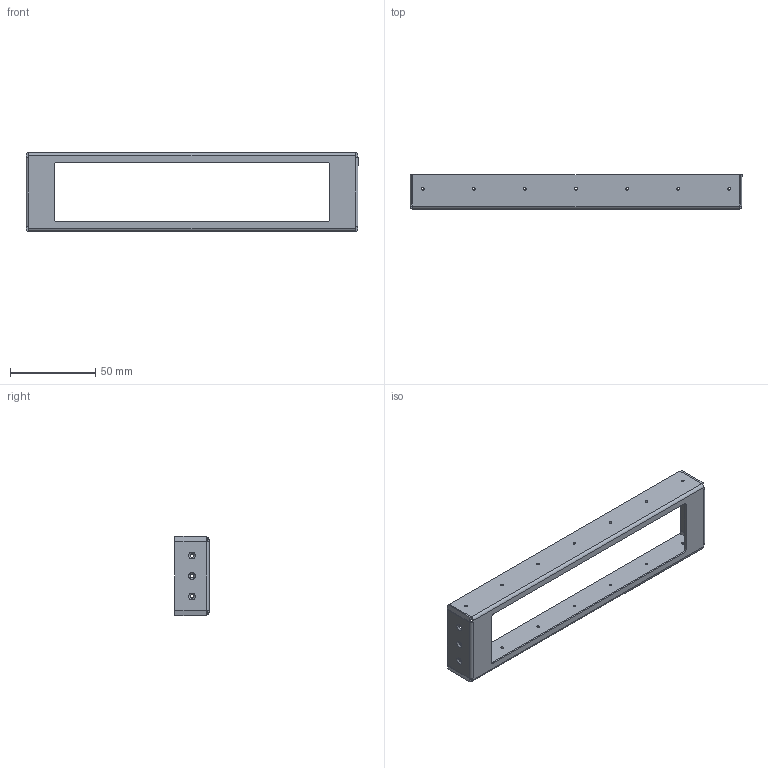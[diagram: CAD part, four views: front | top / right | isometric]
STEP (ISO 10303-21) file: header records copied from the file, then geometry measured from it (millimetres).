
FILE_DESCRIPTION (( 'STEP AP203' ), '1' );
FILE_NAME ('Gantry_Frame.STEP', '2023-04-26T11:17:54', ( '' ), ( '' ), 'SwSTEP 2.0', 'SolidWorks 2018', '' );
FILE_SCHEMA (( 'CONFIG_CONTROL_DESIGN' ));
Length unit declared in the file: millimetre
Products named in the file (1): Gantry_Frame
Bounding box: 195 x 20 x 46.41 mm (x, y, z)
Volume: 11961.5 mm3; surface area: 25113.3 mm2
Topology: 1 solids, 1 shells, 122 faces, 296 edges, 176 vertices
Faces by surface type: plane 62, cylinder 48, cone 12
Entity records: 3689 total; most frequent: DIRECTION 662, CARTESIAN_POINT 595, ORIENTED_EDGE 592, EDGE_CURVE 296, AXIS2_PLACEMENT_3D 243, VECTOR 176, VERTEX_POINT 176, LINE 176
